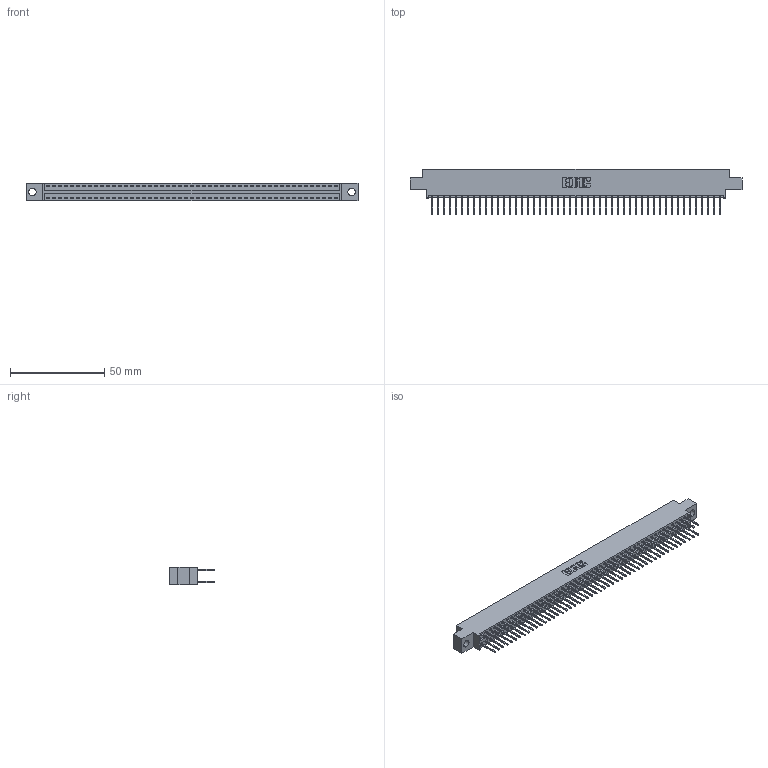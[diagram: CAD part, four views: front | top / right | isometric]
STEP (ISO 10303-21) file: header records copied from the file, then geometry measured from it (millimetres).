
FILE_DESCRIPTION (( 'STEP AP203' ), '1' );
FILE_NAME ('346-098-526-804.STEP', '2022-05-26T18:15:32', ( '' ), ( '' ), 'SwSTEP 2.0', 'SolidWorks 2020', '' );
FILE_SCHEMA (( 'CONFIG_CONTROL_DESIGN' ));
Length unit declared in the file: inch
Products named in the file (3): 345-292-001_345-293-126; 346-098-526-804; 346 Part_0.170 Offset - 0.156 Dia-TH
Assembly tree (99 placements, depth 2):
  346-098-526-804
    346 Part_0.170 Offset - 0.156 Dia-TH
    345-292-001_345-293-126  x98
Bounding box: 176.15 x 24.13 x 9.4 mm (x, y, z)
Volume: 17131.3 mm3; surface area: 24404.8 mm2
Topology: 99 solids, 99 shells, 5236 faces, 15567 edges, 10246 vertices
Faces by surface type: plane 3524, cylinder 1712
Entity records: 31605 total; most frequent: CARTESIAN_POINT 5206, ORIENTED_EDGE 5138, DIRECTION 4637, EDGE_CURVE 2569, LINE 2241, VECTOR 2241, VERTEX_POINT 1710, AXIS2_PLACEMENT_3D 1198
